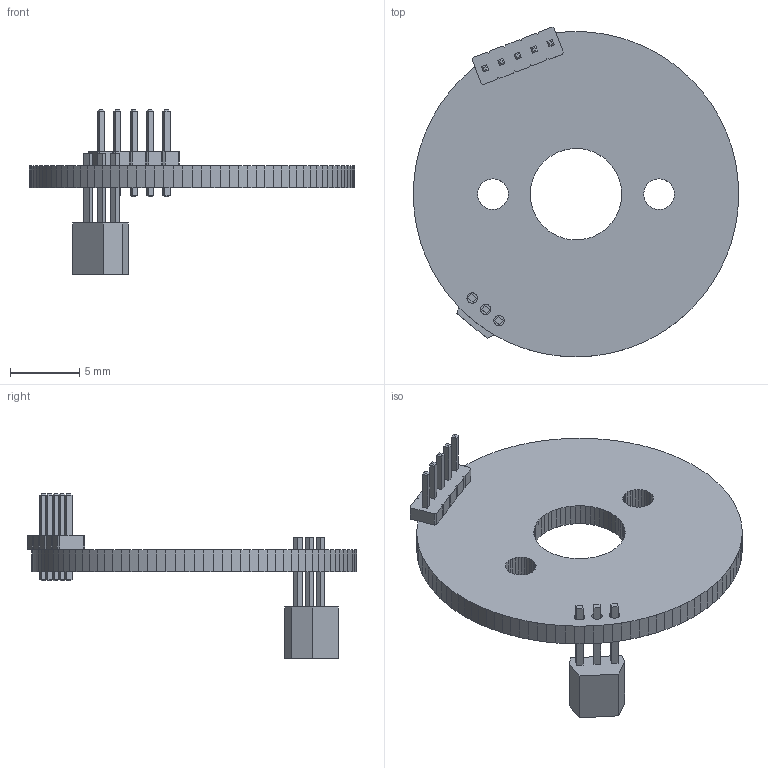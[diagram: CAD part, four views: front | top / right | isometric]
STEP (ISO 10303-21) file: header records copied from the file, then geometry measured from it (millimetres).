
FILE_DESCRIPTION(('KiCad electronic assembly'),'2;1');
FILE_NAME('Schablone.step','2023-05-29T08:04:40',('Pcbnew'),('Kicad'), 'Open CASCADE STEP processor 7.6','KiCad to STEP converter','Unknown' );
FILE_SCHEMA(('AUTOMOTIVE_DESIGN { 1 0 10303 214 1 1 1 1 }'));
Length unit declared in the file: millimetre
Products named in the file (6): Schablone 1; PinHeader_1x05_P1.27mm_Vertical; SOLID; TO-92S; Schablone PCB
Assembly tree (5 placements, depth 3):
  Schablone 1
    PinHeader_1x05_P1.27mm_Vertical
      SOLID
    TO-92S
      SOLID
    Schablone PCB
Bounding box: 23.5 x 23.82 x 11.88 mm (x, y, z)
Volume: 664.7 mm3; surface area: 1145.6 mm2
Topology: 3 solids, 3 shells, 388 faces, 1067 edges, 698 vertices
Faces by surface type: plane 380, cylinder 8
Full cylindrical faces by diameter (mm): 0.65 x5, 0.75 x3
Entity records: 27139 total; most frequent: CARTESIAN_POINT 4389, DIRECTION 3989, LINE 3169, VECTOR 3169, ORIENTED_EDGE 2134, PCURVE 2134, DEFINITIONAL_REPRESENTATION 2134, EDGE_CURVE 1067
